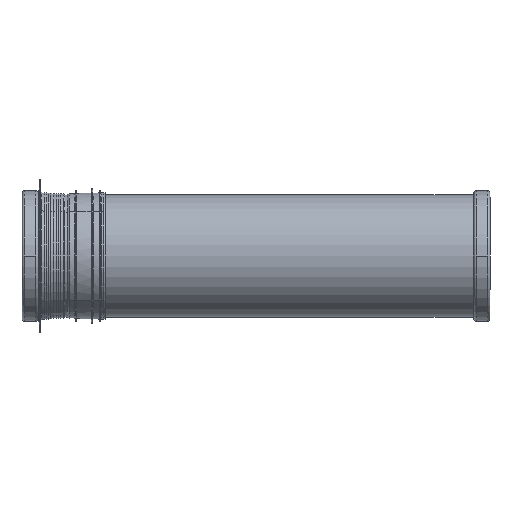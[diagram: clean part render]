
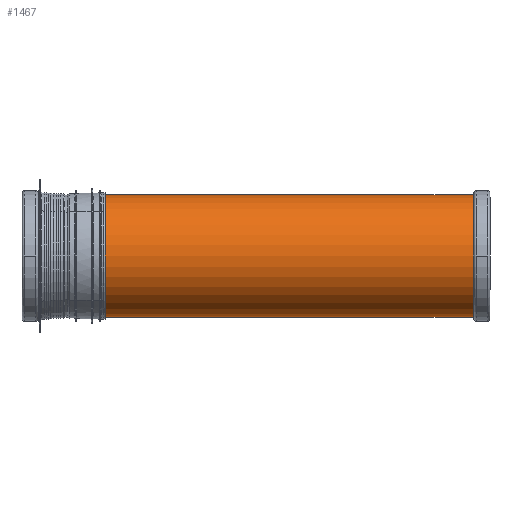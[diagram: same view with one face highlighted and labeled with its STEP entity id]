
A CAD part, front view. The second image highlights one B-rep face of the part: STEP entity #1467.
In plain terms, the highlighted cylindrical face has radius 75.8 mm (diameter 151.6 mm), a partial arc.
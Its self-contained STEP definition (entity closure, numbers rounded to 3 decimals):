
#1467=ADVANCED_FACE('',(#3671),#3672,.T.);
#3671=FACE_OUTER_BOUND('',#10972,.T.);
#3672=CYLINDRICAL_SURFACE('',#10973,75.8);
#10972=EDGE_LOOP('',(#20872,#20873,#20874,#20875));
#10973=AXIS2_PLACEMENT_3D('',#20876,#20877,#20878);
#20872=ORIENTED_EDGE('',*,*,#23519,.T.);
#20873=ORIENTED_EDGE('',*,*,#23525,.T.);
#20874=ORIENTED_EDGE('',*,*,#23521,.T.);
#20875=ORIENTED_EDGE('',*,*,#23524,.T.);
#20876=CARTESIAN_POINT('',(105.0,80.0,0.0));
#20877=DIRECTION('',(0.0,0.0,1.0));
#20878=DIRECTION('',(1.0,0.0,0.0));
#23519=EDGE_CURVE('',#27739,#27740,#27741,.T.);
#23521=EDGE_CURVE('',#27744,#27742,#27745,.T.);
#23524=EDGE_CURVE('',#27742,#27739,#27748,.T.);
#23525=EDGE_CURVE('',#27740,#27744,#27749,.T.);
#27739=VERTEX_POINT('',#37861);
#27740=VERTEX_POINT('',#37862);
#27741=LINE('',#37863,#37864);
#27742=VERTEX_POINT('',#37865);
#27744=VERTEX_POINT('',#37867);
#27745=LINE('',#37868,#37869);
#27748=CIRCLE('',#37872,75.8);
#27749=CIRCLE('',#37873,75.8);
#37861=CARTESIAN_POINT('',(180.8,80.0,-350.0));
#37862=CARTESIAN_POINT('',(180.8,80.0,150.0));
#37863=CARTESIAN_POINT('',(180.8,80.0,0.0));
#37864=VECTOR('',#41893,1.0);
#37865=CARTESIAN_POINT('',(29.2,80.0,-350.0));
#37867=CARTESIAN_POINT('',(29.2,80.0,150.0));
#37868=CARTESIAN_POINT('',(29.2,80.0,0.0));
#37869=VECTOR('',#41897,1.0);
#37872=AXIS2_PLACEMENT_3D('',#41904,#41905,#41906);
#37873=AXIS2_PLACEMENT_3D('',#41907,#41908,#41909);
#41893=DIRECTION('',(0.0,0.0,1.0));
#41897=DIRECTION('',(-0.0,-0.0,-1.0));
#41904=CARTESIAN_POINT('',(105.0,80.0,-350.0));
#41905=DIRECTION('',(0.0,0.0,1.0));
#41906=DIRECTION('',(1.0,0.0,0.0));
#41907=CARTESIAN_POINT('',(105.0,80.0,150.0));
#41908=DIRECTION('',(0.0,0.0,-1.0));
#41909=DIRECTION('',(1.0,0.0,0.0));
